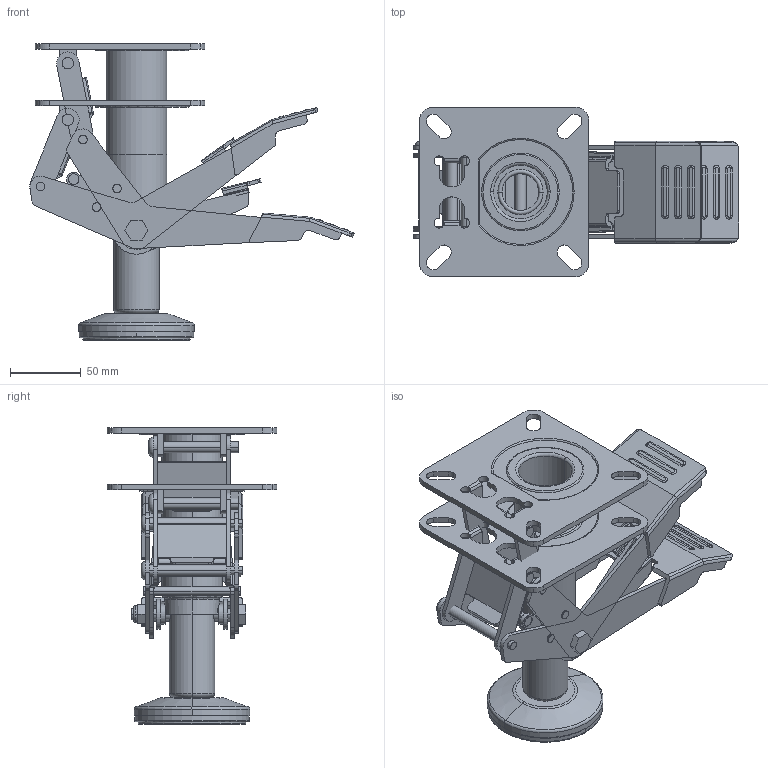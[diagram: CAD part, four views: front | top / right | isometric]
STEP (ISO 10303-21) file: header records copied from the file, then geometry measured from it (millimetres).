
FILE_DESCRIPTION(('STEP AP214'),'1');
FILE_NAME('BZTL6.STEP','2021-10-06T10:03:37',(' '),(' '),'Spatial InterOp 3D',' ',' ');
FILE_SCHEMA(('AUTOMOTIVE_DESIGN { 1 0 10303 214 1 1 1 1 }'));
Length unit declared in the file: metre
Products named in the file (34): BZTL6; TOP PLATE; INNER; BASE; RUBBER; Component1; Component2; ARMS; DOWN PEDAL; UP; BOLT2; BOLT4; BOLT3; BOLTNUT; HEADED SPACER; BOLT; ZINC PLATED PRESSED STEEL TRUCK LOCK; BZTL62; TOP PLATE2; INNER2; BASE2; RUBBER2; Component22; ARMS2; DOWN PEDAL2; UP2; BOLT22; BOLT42; BOLT32; BOLTNUT2; HEADED SPACER2; BOLT43; Component12
Assembly tree (33 placements, depth 5):
  BZTL6
    ZINC PLATED PRESSED STEEL TRUCK LOCK
      BZTL6
        TOP PLATE
        INNER
        BASE
        RUBBER
        Component1
        Component2
          ARMS
          DOWN PEDAL
          UP
        BOLT2
        BOLT4
        BOLT3
        BOLTNUT
        HEADED SPACER
        BOLT
      BZTL62
        TOP PLATE2
        INNER2
        BASE2
        RUBBER2
        Component22
          ARMS2
          DOWN PEDAL2
          UP2
        BOLT22
        BOLT42
        BOLT32
        BOLTNUT2
        HEADED SPACER2
        BOLT43
        Component12
Bounding box: 229.92 x 120 x 210 mm (x, y, z)
Volume: 566297.3 mm3; surface area: 340598 mm2
Topology: 32 solids, 32 shells, 1088 faces, 2798 edges, 1804 vertices
Faces by surface type: cylinder 590, plane 376, torus 88, cone 28, bspline 6
Entity records: 41826 total; most frequent: CARTESIAN_POINT 13139, DIRECTION 6250, ORIENTED_EDGE 5596, EDGE_CURVE 2798, AXIS2_PLACEMENT_3D 2441, VERTEX_POINT 1804, LINE 1368, VECTOR 1368
